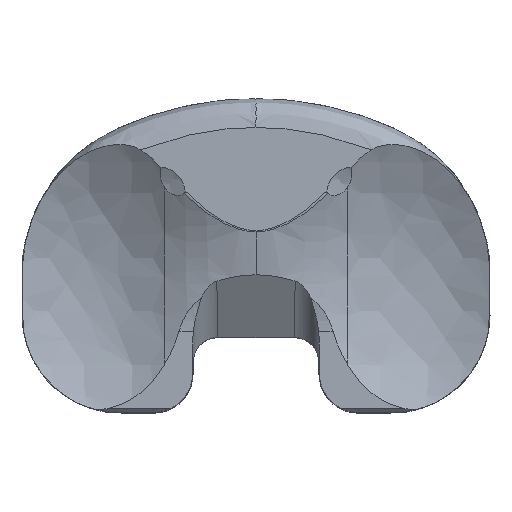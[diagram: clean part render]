
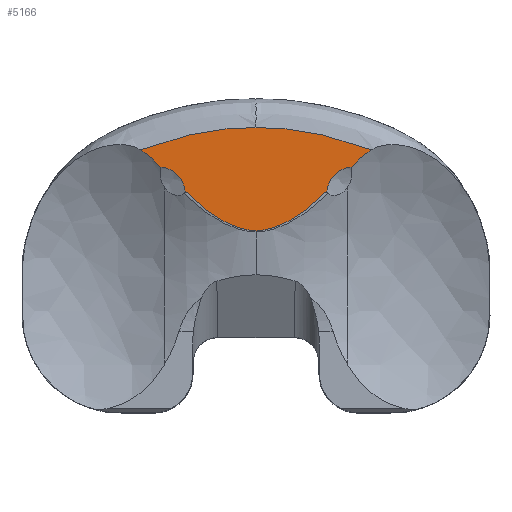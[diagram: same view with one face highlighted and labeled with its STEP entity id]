
A CAD part, top view. The second image highlights one B-rep face of the part: STEP entity #5166.
In plain terms, the highlighted planar face has unit normal (0, 0, 1).
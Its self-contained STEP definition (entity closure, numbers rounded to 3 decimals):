
#766=CARTESIAN_POINT('',(12.281,11.697,14.7));
#775=CARTESIAN_POINT('',(14.878,13.923,14.7));
#776=CARTESIAN_POINT('',(14.557,13.709,14.7));
#777=CARTESIAN_POINT('',(13.94,13.255,14.7));
#778=CARTESIAN_POINT('',(13.076,12.507,14.7));
#779=CARTESIAN_POINT('',(12.541,11.972,14.7));
#780=CARTESIAN_POINT('',(12.281,11.697,14.7));
#819=CARTESIAN_POINT('',(0.,3.491,14.7));
#821=CARTESIAN_POINT('',(9.174,8.591,14.7));
#822=CARTESIAN_POINT('',(8.805,8.209,14.7));
#823=CARTESIAN_POINT('',(8.085,7.503,14.7));
#824=CARTESIAN_POINT('',(7.065,6.619,14.7));
#825=CARTESIAN_POINT('',(6.093,5.878,14.7));
#826=CARTESIAN_POINT('',(5.169,5.259,14.7));
#827=CARTESIAN_POINT('',(4.288,4.744,14.7));
#828=CARTESIAN_POINT('',(3.451,4.324,14.7));
#829=CARTESIAN_POINT('',(2.664,3.996,14.7));
#830=CARTESIAN_POINT('',(1.921,3.754,14.7));
#831=CARTESIAN_POINT('',(1.227,3.594,14.7));
#832=CARTESIAN_POINT('',(0.585,3.508,14.7));
#833=CARTESIAN_POINT('',(0.189,3.491,14.7));
#834=CARTESIAN_POINT('',(0.,3.491,14.7));
#836=CARTESIAN_POINT('',(9.174,8.591,14.7));
#874=CARTESIAN_POINT('',(-9.174,8.591,14.7));
#882=CARTESIAN_POINT('',(-9.174,8.591,14.7));
#883=CARTESIAN_POINT('',(-8.805,8.209,14.7));
#884=CARTESIAN_POINT('',(-8.085,7.503,14.7));
#885=CARTESIAN_POINT('',(-7.065,6.619,14.7));
#886=CARTESIAN_POINT('',(-6.093,5.878,14.7));
#887=CARTESIAN_POINT('',(-5.169,5.259,14.7));
#888=CARTESIAN_POINT('',(-4.288,4.744,14.7));
#889=CARTESIAN_POINT('',(-3.451,4.324,14.7));
#890=CARTESIAN_POINT('',(-2.664,3.996,14.7));
#891=CARTESIAN_POINT('',(-1.921,3.754,14.7));
#892=CARTESIAN_POINT('',(-1.227,3.594,14.7));
#893=CARTESIAN_POINT('',(-0.585,3.508,14.7));
#894=CARTESIAN_POINT('',(-0.189,3.491,14.7));
#895=CARTESIAN_POINT('',(0.,3.491,14.7));
#1305=CARTESIAN_POINT('',(-12.281,11.697,14.7));
#1341=CARTESIAN_POINT('',(-14.878,13.923,14.7));
#1342=CARTESIAN_POINT('',(-14.557,13.709,14.7));
#1343=CARTESIAN_POINT('',(-13.94,13.255,14.7));
#1344=CARTESIAN_POINT('',(-13.076,12.507,14.7));
#1345=CARTESIAN_POINT('',(-12.541,11.972,14.7));
#1346=CARTESIAN_POINT('',(-12.281,11.697,14.7));
#1348=CARTESIAN_POINT('',(-9.174,8.591,14.7));
#1349=CARTESIAN_POINT('',(-9.197,8.793,14.7));
#1350=CARTESIAN_POINT('',(-9.271,9.19,14.7));
#1351=CARTESIAN_POINT('',(-9.481,9.775,14.7));
#1352=CARTESIAN_POINT('',(-9.78,10.297,14.7));
#1353=CARTESIAN_POINT('',(-10.17,10.757,14.7));
#1354=CARTESIAN_POINT('',(-10.648,11.141,14.7));
#1355=CARTESIAN_POINT('',(-11.192,11.429,14.7));
#1356=CARTESIAN_POINT('',(-11.736,11.61,14.7));
#1357=CARTESIAN_POINT('',(-12.1,11.676,14.7));
#1358=CARTESIAN_POINT('',(-12.281,11.697,14.7));
#1360=CARTESIAN_POINT('',(9.174,8.591,14.7));
#1361=CARTESIAN_POINT('',(9.197,8.793,14.7));
#1362=CARTESIAN_POINT('',(9.271,9.19,14.7));
#1363=CARTESIAN_POINT('',(9.481,9.775,14.7));
#1364=CARTESIAN_POINT('',(9.78,10.297,14.7));
#1365=CARTESIAN_POINT('',(10.17,10.757,14.7));
#1366=CARTESIAN_POINT('',(10.648,11.141,14.7));
#1367=CARTESIAN_POINT('',(11.192,11.429,14.7));
#1368=CARTESIAN_POINT('',(11.736,11.61,14.7));
#1369=CARTESIAN_POINT('',(12.1,11.676,14.7));
#1370=CARTESIAN_POINT('',(12.281,11.697,14.7));
#1372=CARTESIAN_POINT('',(-14.878,13.923,14.7));
#1373=CARTESIAN_POINT('',(-14.413,14.112,14.7));
#1374=CARTESIAN_POINT('',(-13.469,14.471,14.7));
#1375=CARTESIAN_POINT('',(-12.014,14.96,14.7));
#1376=CARTESIAN_POINT('',(-10.502,15.403,14.7));
#1377=CARTESIAN_POINT('',(-8.981,15.788,14.7));
#1378=CARTESIAN_POINT('',(-7.566,16.097,14.7));
#1379=CARTESIAN_POINT('',(-6.357,16.32,14.7));
#1380=CARTESIAN_POINT('',(-5.307,16.481,14.7));
#1381=CARTESIAN_POINT('',(-4.355,16.599,14.7));
#1382=CARTESIAN_POINT('',(-3.439,16.684,14.7));
#1383=CARTESIAN_POINT('',(-2.516,16.742,14.7));
#1384=CARTESIAN_POINT('',(-1.617,16.776,14.7));
#1385=CARTESIAN_POINT('',(-0.762,16.792,14.7));
#1386=CARTESIAN_POINT('',(-0.246,16.794,14.7));
#1387=CARTESIAN_POINT('',(0.,16.794,14.7));
#1406=CARTESIAN_POINT('',(-14.878,13.923,14.7));
#1438=CARTESIAN_POINT('',(0.,16.794,14.7));
#1497=CARTESIAN_POINT('',(14.878,13.923,14.7));
#1499=CARTESIAN_POINT('',(14.878,13.923,14.7));
#1500=CARTESIAN_POINT('',(14.413,14.112,14.7));
#1501=CARTESIAN_POINT('',(13.469,14.471,14.7));
#1502=CARTESIAN_POINT('',(12.014,14.96,14.7));
#1503=CARTESIAN_POINT('',(10.502,15.403,14.7));
#1504=CARTESIAN_POINT('',(8.981,15.788,14.7));
#1505=CARTESIAN_POINT('',(7.566,16.097,14.7));
#1506=CARTESIAN_POINT('',(6.357,16.32,14.7));
#1507=CARTESIAN_POINT('',(5.307,16.481,14.7));
#1508=CARTESIAN_POINT('',(4.355,16.599,14.7));
#1509=CARTESIAN_POINT('',(3.439,16.684,14.7));
#1510=CARTESIAN_POINT('',(2.516,16.742,14.7));
#1511=CARTESIAN_POINT('',(1.617,16.776,14.7));
#1512=CARTESIAN_POINT('',(0.762,16.792,14.7));
#1513=CARTESIAN_POINT('',(0.246,16.794,14.7));
#1514=CARTESIAN_POINT('',(0.,16.794,14.7));
#2341=VERTEX_POINT('',#1497);
#2342=VERTEX_POINT('',#766);
#2462=VERTEX_POINT('',#1406);
#2463=VERTEX_POINT('',#1305);
#2567=VERTEX_POINT('',#1438);
#2576=VERTEX_POINT('',#836);
#2578=VERTEX_POINT('',#874);
#2581=VERTEX_POINT('',#819);
#5149=CARTESIAN_POINT('',(0.,22.75,14.7));
#5150=DIRECTION('',(0.,0.,-1.));
#5151=DIRECTION('',(0.,-1.,0.));
#5152=AXIS2_PLACEMENT_3D('',#5149,#5150,#5151);
#5153=PLANE('',#5152);
#5154=ORIENTED_EDGE('',*,*,#4264,.T.);
#5155=ORIENTED_EDGE('',*,*,#4338,.F.);
#5156=ORIENTED_EDGE('',*,*,#5144,.T.);
#5157=ORIENTED_EDGE('',*,*,#5107,.F.);
#5159=ORIENTED_EDGE('',*,*,#5158,.T.);
#5161=ORIENTED_EDGE('',*,*,#5160,.F.);
#5162=ORIENTED_EDGE('',*,*,#4148,.T.);
#5163=ORIENTED_EDGE('',*,*,#4191,.F.);
#5164=EDGE_LOOP('',(#5154,#5155,#5156,#5157,#5159,#5161,#5162,#5163));
#5165=FACE_OUTER_BOUND('',#5164,.F.);
#5166=ADVANCED_FACE('',(#5165),#5153,.F.);
#781=B_SPLINE_CURVE_WITH_KNOTS('',3,(#775,#776,#777,#778,#779,#780),
.UNSPECIFIED.,.F.,.F.,(4,1,1,4),(0.,0.333,0.667,1.),
.UNSPECIFIED.);
#835=B_SPLINE_CURVE_WITH_KNOTS('',3,(#821,#822,#823,#824,#825,#826,#827,#828,
#829,#830,#831,#832,#833,#834),.UNSPECIFIED.,.F.,.F.,(4,1,1,1,1,1,1,1,1,1,1,4),(
0.,0.091,0.182,0.273,0.364,
0.455,0.545,0.636,0.727,
0.818,0.909,1.),.UNSPECIFIED.);
#896=B_SPLINE_CURVE_WITH_KNOTS('',3,(#882,#883,#884,#885,#886,#887,#888,#889,
#890,#891,#892,#893,#894,#895),.UNSPECIFIED.,.F.,.F.,(4,1,1,1,1,1,1,1,1,1,1,4),(
0.,0.091,0.182,0.273,0.364,
0.455,0.545,0.636,0.727,
0.818,0.909,1.),.UNSPECIFIED.);
#1347=B_SPLINE_CURVE_WITH_KNOTS('',3,(#1341,#1342,#1343,#1344,#1345,#1346),
.UNSPECIFIED.,.F.,.F.,(4,1,1,4),(0.,0.333,0.667,1.),
.UNSPECIFIED.);
#1359=B_SPLINE_CURVE_WITH_KNOTS('',3,(#1348,#1349,#1350,#1351,#1352,#1353,#1354,
#1355,#1356,#1357,#1358),.UNSPECIFIED.,.F.,.F.,(4,1,1,1,1,1,1,1,4),(0.,
0.125,0.25,0.375,0.5,0.625,0.75,0.875,1.),.UNSPECIFIED.);
#1371=B_SPLINE_CURVE_WITH_KNOTS('',3,(#1360,#1361,#1362,#1363,#1364,#1365,#1366,
#1367,#1368,#1369,#1370),.UNSPECIFIED.,.F.,.F.,(4,1,1,1,1,1,1,1,4),(0.,
0.125,0.25,0.375,0.5,0.625,0.75,0.875,1.),.UNSPECIFIED.);
#1388=B_SPLINE_CURVE_WITH_KNOTS('',3,(#1372,#1373,#1374,#1375,#1376,#1377,#1378,
#1379,#1380,#1381,#1382,#1383,#1384,#1385,#1386,#1387),.UNSPECIFIED.,.F.,.F.,(4,
1,1,1,1,1,1,1,1,1,1,1,1,4),(0.,0.077,0.154,
0.231,0.308,0.385,0.462,
0.538,0.615,0.692,0.769,
0.846,0.923,1.),.UNSPECIFIED.);
#1515=B_SPLINE_CURVE_WITH_KNOTS('',3,(#1499,#1500,#1501,#1502,#1503,#1504,#1505,
#1506,#1507,#1508,#1509,#1510,#1511,#1512,#1513,#1514),.UNSPECIFIED.,.F.,.F.,(4,
1,1,1,1,1,1,1,1,1,1,1,1,4),(0.,0.077,0.154,
0.231,0.308,0.385,0.462,
0.538,0.615,0.692,0.769,
0.846,0.923,1.),.UNSPECIFIED.);
#4148=EDGE_CURVE('',#2341,#2342,#781,.T.);
#4191=EDGE_CURVE('',#2576,#2342,#1371,.T.);
#4264=EDGE_CURVE('',#2576,#2581,#835,.T.);
#4338=EDGE_CURVE('',#2578,#2581,#896,.T.);
#5107=EDGE_CURVE('',#2462,#2463,#1347,.T.);
#5144=EDGE_CURVE('',#2578,#2463,#1359,.T.);
#5158=EDGE_CURVE('',#2462,#2567,#1388,.T.);
#5160=EDGE_CURVE('',#2341,#2567,#1515,.T.);
